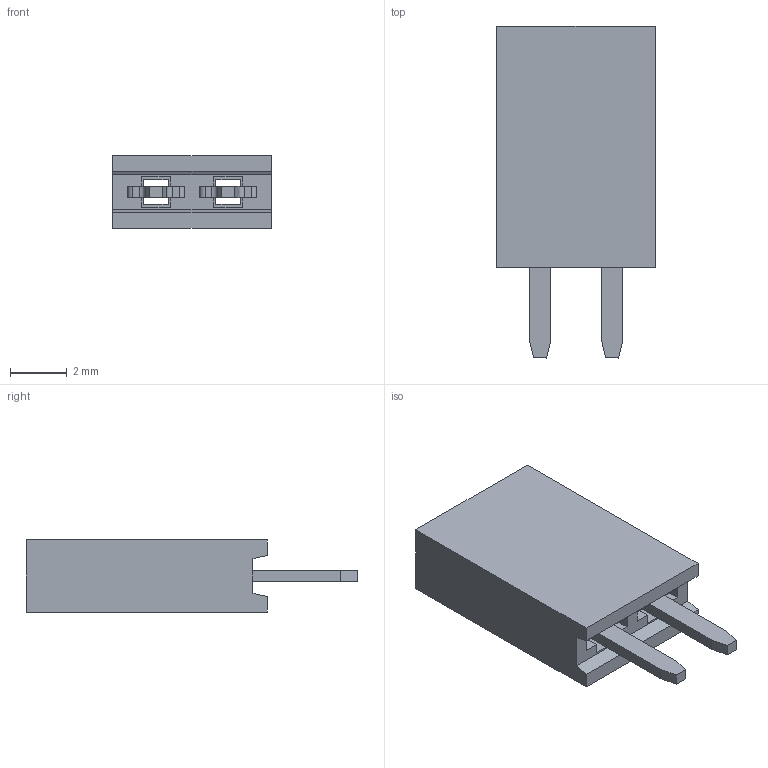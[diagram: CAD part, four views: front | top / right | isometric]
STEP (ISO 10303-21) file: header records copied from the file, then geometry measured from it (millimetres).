
FILE_DESCRIPTION (( 'STEP AP203' ), '1' );
FILE_NAME ('_ _ _C021LFBN-RC.STEP', '2016-08-19T07:27:24', ( 'LUANN HERRING' ), ( 'SULLINS' ), 'SwSTEP 2.0', 'SolidWorks 2015', '' );
FILE_SCHEMA (( 'CONFIG_CONTROL_DESIGN' ));
Length unit declared in the file: inch
Products named in the file (2): _ _ _C021LFBN-RC
Bounding box: 5.58 x 11.7 x 2.54 mm (x, y, z)
Volume: 101.3 mm3; surface area: 334.5 mm2
Topology: 3 solids, 3 shells, 110 faces, 306 edges, 204 vertices
Faces by surface type: plane 86, cylinder 24
Entity records: 3659 total; most frequent: CARTESIAN_POINT 622, ORIENTED_EDGE 612, DIRECTION 578, EDGE_CURVE 306, LINE 258, VECTOR 258, VERTEX_POINT 204, AXIS2_PLACEMENT_3D 160
